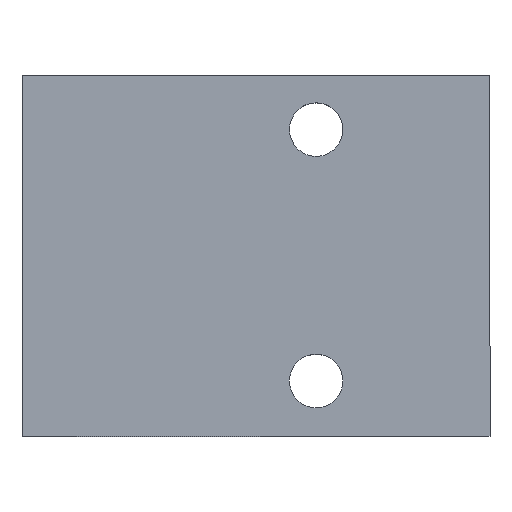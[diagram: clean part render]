
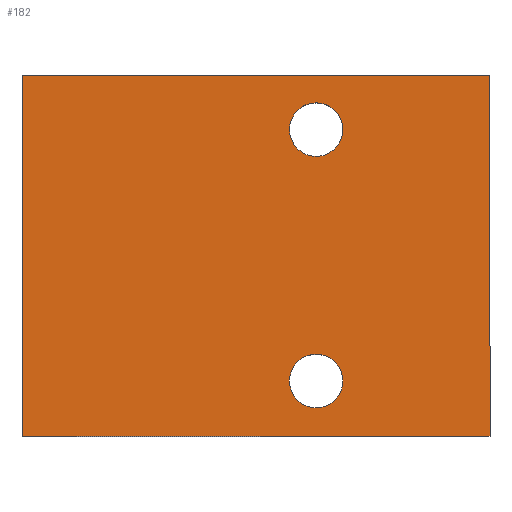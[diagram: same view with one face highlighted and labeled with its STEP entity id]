
A CAD part, top view. The second image highlights one B-rep face of the part: STEP entity #182.
In plain terms, the highlighted planar face has unit normal (0, 0, 1).
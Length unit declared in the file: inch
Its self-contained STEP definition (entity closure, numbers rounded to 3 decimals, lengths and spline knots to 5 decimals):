
#20 = EDGE_CURVE ( 'NONE', #62, #78, #558, .T. ) ;
#23 = ORIENTED_EDGE ( 'NONE', *, *, #81, .T. ) ;
#37 = DIRECTION ( 'NONE',  ( 1., 0., 0. ) ) ;
#41 = VERTEX_POINT ( 'NONE', #258 ) ;
#48 = VECTOR ( 'NONE', #201, 39.37008 ) ;
#53 = EDGE_CURVE ( 'NONE', #366, #78, #124, .T. ) ;
#62 = VERTEX_POINT ( 'NONE', #249 ) ;
#78 = VERTEX_POINT ( 'NONE', #429 ) ;
#81 = EDGE_CURVE ( 'NONE', #596, #62, #727, .T. ) ;
#84 = CIRCLE ( 'NONE', #281, 0.05 ) ;
#88 = CARTESIAN_POINT ( 'NONE',  ( 0.4, -0.572, 0.2 ) ) ;
#96 = DIRECTION ( 'NONE',  ( 0., 0., 1. ) ) ;
#109 = DIRECTION ( 'NONE',  ( -1., 0., 0. ) ) ;
#124 = LINE ( 'NONE', #193, #280 ) ;
#129 = CIRCLE ( 'NONE', #757, 0.05 ) ;
#136 = DIRECTION ( 'NONE',  ( -1., 0., 0. ) ) ;
#170 = VERTEX_POINT ( 'NONE', #248 ) ;
#182 = ADVANCED_FACE ( 'NONE', ( #752, #631, #217 ), #458, .T. ) ;
#193 = CARTESIAN_POINT ( 'NONE',  ( -0.2, 0., 0.2 ) ) ;
#196 = CARTESIAN_POINT ( 'NONE',  ( 0., 0., 0.2 ) ) ;
#199 = CIRCLE ( 'NONE', #645, 0.05 ) ;
#201 = DIRECTION ( 'NONE',  ( -1., 0., 0. ) ) ;
#204 = CARTESIAN_POINT ( 'NONE',  ( -0.2, -0.675, 0.2 ) ) ;
#217 = FACE_OUTER_BOUND ( 'NONE', #673, .T. ) ;
#229 = EDGE_CURVE ( 'NONE', #669, #655, #550, .T. ) ;
#239 = CARTESIAN_POINT ( 'NONE',  ( 0.675, 0., 0.2 ) ) ;
#246 = ORIENTED_EDGE ( 'NONE', *, *, #53, .F. ) ;
#248 = CARTESIAN_POINT ( 'NONE',  ( 0.4, -0.102, 0.2 ) ) ;
#249 = CARTESIAN_POINT ( 'NONE',  ( 0.675, 0., 0.2 ) ) ;
#252 = ORIENTED_EDGE ( 'NONE', *, *, #734, .T. ) ;
#258 = CARTESIAN_POINT ( 'NONE',  ( 0.3, -0.102, 0.2 ) ) ;
#280 = VECTOR ( 'NONE', #385, 39.37008 ) ;
#281 = AXIS2_PLACEMENT_3D ( 'NONE', #501, #738, #136 ) ;
#292 = ORIENTED_EDGE ( 'NONE', *, *, #373, .T. ) ;
#325 = CARTESIAN_POINT ( 'NONE',  ( 0.3, -0.572, 0.2 ) ) ;
#346 = ORIENTED_EDGE ( 'NONE', *, *, #229, .T. ) ;
#366 = VERTEX_POINT ( 'NONE', #204 ) ;
#373 = EDGE_CURVE ( 'NONE', #366, #596, #698, .T. ) ;
#385 = DIRECTION ( 'NONE',  ( 0., 1., 0. ) ) ;
#395 = CARTESIAN_POINT ( 'NONE',  ( 0.35, -0.572, 0.2 ) ) ;
#403 = CARTESIAN_POINT ( 'NONE',  ( 0., -0.675, 0.2 ) ) ;
#404 = DIRECTION ( 'NONE',  ( -1., 0., 0. ) ) ;
#411 = EDGE_LOOP ( 'NONE', ( #252, #705 ) ) ;
#427 = DIRECTION ( 'NONE',  ( 0., 0., -1. ) ) ;
#429 = CARTESIAN_POINT ( 'NONE',  ( -0.2, 0., 0.2 ) ) ;
#434 = VECTOR ( 'NONE', #690, 39.37008 ) ;
#445 = EDGE_CURVE ( 'NONE', #655, #669, #199, .T. ) ;
#450 = DIRECTION ( 'NONE',  ( 0., 0., -1. ) ) ;
#458 = PLANE ( 'NONE',  #486 ) ;
#486 = AXIS2_PLACEMENT_3D ( 'NONE', #512, #96, #37 ) ;
#501 = CARTESIAN_POINT ( 'NONE',  ( 0.35, -0.102, 0.2 ) ) ;
#512 = CARTESIAN_POINT ( 'NONE',  ( 0., 0., 0.2 ) ) ;
#534 = DIRECTION ( 'NONE',  ( 0., 0., -1. ) ) ;
#536 = DIRECTION ( 'NONE',  ( 0., 1., 0. ) ) ;
#549 = AXIS2_PLACEMENT_3D ( 'NONE', #718, #427, #109 ) ;
#550 = CIRCLE ( 'NONE', #549, 0.05 ) ;
#558 = LINE ( 'NONE', #196, #48 ) ;
#566 = CARTESIAN_POINT ( 'NONE',  ( 0.675, -0.675, 0.2 ) ) ;
#579 = CARTESIAN_POINT ( 'NONE',  ( 0.35, -0.102, 0.2 ) ) ;
#590 = EDGE_LOOP ( 'NONE', ( #346, #760 ) ) ;
#596 = VERTEX_POINT ( 'NONE', #566 ) ;
#618 = EDGE_CURVE ( 'NONE', #170, #41, #84, .T. ) ;
#631 = FACE_BOUND ( 'NONE', #411, .T. ) ;
#645 = AXIS2_PLACEMENT_3D ( 'NONE', #395, #450, #759 ) ;
#655 = VERTEX_POINT ( 'NONE', #88 ) ;
#669 = VERTEX_POINT ( 'NONE', #325 ) ;
#673 = EDGE_LOOP ( 'NONE', ( #765, #246, #292, #23 ) ) ;
#690 = DIRECTION ( 'NONE',  ( 1., 0., 0. ) ) ;
#698 = LINE ( 'NONE', #403, #434 ) ;
#705 = ORIENTED_EDGE ( 'NONE', *, *, #618, .T. ) ;
#718 = CARTESIAN_POINT ( 'NONE',  ( 0.35, -0.572, 0.2 ) ) ;
#727 = LINE ( 'NONE', #239, #753 ) ;
#734 = EDGE_CURVE ( 'NONE', #41, #170, #129, .T. ) ;
#738 = DIRECTION ( 'NONE',  ( 0., 0., -1. ) ) ;
#752 = FACE_BOUND ( 'NONE', #590, .T. ) ;
#753 = VECTOR ( 'NONE', #536, 39.37008 ) ;
#757 = AXIS2_PLACEMENT_3D ( 'NONE', #579, #534, #404 ) ;
#759 = DIRECTION ( 'NONE',  ( -1., 0., 0. ) ) ;
#760 = ORIENTED_EDGE ( 'NONE', *, *, #445, .T. ) ;
#765 = ORIENTED_EDGE ( 'NONE', *, *, #20, .T. ) ;
